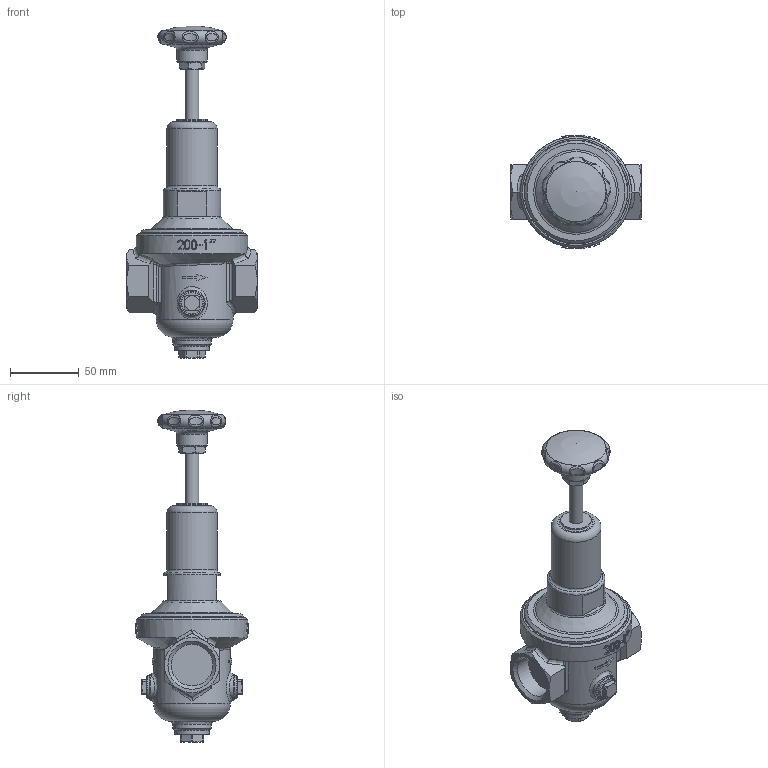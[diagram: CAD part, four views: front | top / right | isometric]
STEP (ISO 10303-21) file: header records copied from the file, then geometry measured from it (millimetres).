
FILE_DESCRIPTION((''),'2;1');
FILE_NAME('002004_002014.stp','2011-12-12T11:35:19',('powierski'),(''),'Autodesk Inventor 2012','Autodesk Inventor 2012','');
FILE_SCHEMA(('AUTOMOTIVE_DESIGN { 1 0 10303 214 1 1 1 1 }'));
Length unit declared in the file: millimetre
Products named in the file (1): 002004_002014_step
Bounding box: 95 x 83 x 241.79 mm (x, y, z)
Volume: 409719.8 mm3; surface area: 53457.3 mm2
Topology: 1 solids, 3 shells, 378 faces, 944 edges, 612 vertices
Faces by surface type: plane 162, cylinder 102, cone 60, bspline 43, torus 10, sphere 1
Full cylindrical faces by diameter (mm): 10 x2, 10.4 x1, 10.7 x1, 12 x1, 12.3 x1, 16.5 x2, 22 x1, 22.3 x1, 25 x1, 28 x1, 30.29 x2, 36.5 x1, 42 x1, 43.8 x1, 44 x1, 56 x1, 75 x1, 81 x1
Entity records: 14962 total; most frequent: CARTESIAN_POINT 6253, ORIENTED_EDGE 1760, DIRECTION 1598, EDGE_CURVE 880, AXIS2_PLACEMENT_3D 641, VERTEX_POINT 593, EDGE_LOOP 477, STYLED_ITEM 379
